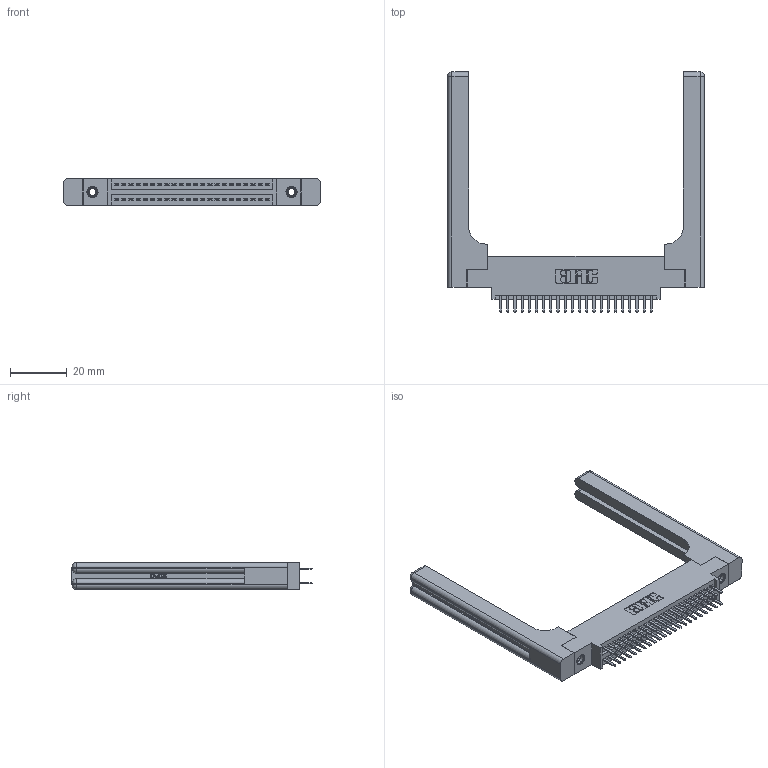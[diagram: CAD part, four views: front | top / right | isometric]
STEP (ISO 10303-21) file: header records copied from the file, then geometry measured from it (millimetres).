
FILE_DESCRIPTION (( 'STEP AP203' ), '1' );
FILE_NAME ('345-044-520-858.STEP', '2019-10-28T23:06:23', ( '' ), ( '' ), 'SwSTEP 2.0', 'SolidWorks 2016', '' );
FILE_SCHEMA (( 'CONFIG_CONTROL_DESIGN' ));
Length unit declared in the file: inch
Products named in the file (5): 345-250-001_345-250-001-102; 345-292-001_345-293-120; 345-220-058_345-220-058; 345-044-520-858; 345 Part_0.170 Offset - 0.156 Dia-TH
Assembly tree (49 placements, depth 2):
  345-044-520-858
    345 Part_0.170 Offset - 0.156 Dia-TH
    345-292-001_345-293-120  x44
    345-250-001_345-250-001-102  x2
    345-220-058_345-220-058  x2
Bounding box: 90.91 x 84.96 x 9.4 mm (x, y, z)
Volume: 16987.5 mm3; surface area: 17356.6 mm2
Topology: 49 solids, 49 shells, 2762 faces, 7927 edges, 5146 vertices
Faces by surface type: plane 1772, cylinder 930, bspline 36, cone 12, sphere 8, torus 4
Entity records: 25382 total; most frequent: CARTESIAN_POINT 5281, ORIENTED_EDGE 4000, DIRECTION 3600, EDGE_CURVE 2000, VECTOR 1684, LINE 1684, VERTEX_POINT 1322, AXIS2_PLACEMENT_3D 958
